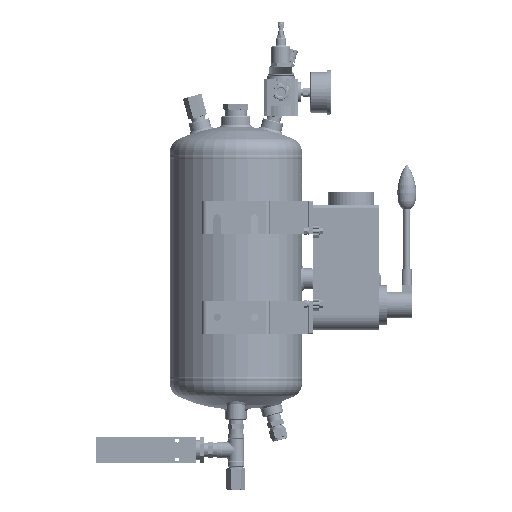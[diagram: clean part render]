
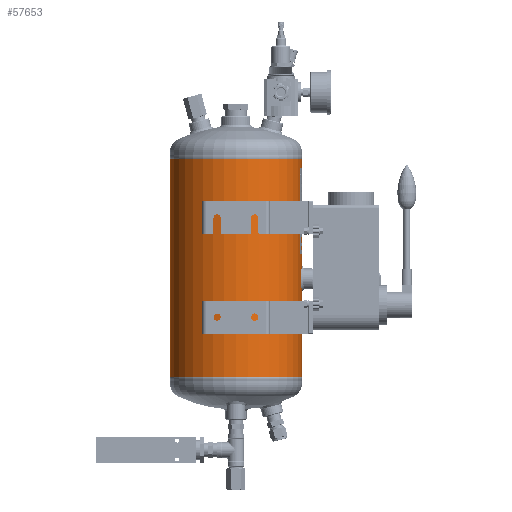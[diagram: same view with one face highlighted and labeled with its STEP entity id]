
A CAD part, left-side view. The second image highlights one B-rep face of the part: STEP entity #57653.
In plain terms, the highlighted cylindrical face has radius 100 mm (diameter 200 mm), a partial arc.
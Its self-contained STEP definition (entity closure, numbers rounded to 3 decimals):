
#3804=LINE('',#90961,#7608);
#3805=LINE('',#90966,#7609);
#3806=LINE('',#90970,#7610);
#3807=LINE('',#90974,#7611);
#7608=VECTOR('',#75218,1000.);
#7609=VECTOR('',#75221,1000.);
#7610=VECTOR('',#75224,1000.);
#7611=VECTOR('',#75227,1000.);
#11412=CIRCLE('',#69282,100.);
#11413=CIRCLE('',#69283,100.);
#11414=CIRCLE('',#69284,100.);
#11415=CIRCLE('',#69285,100.);
#13458=ORIENTED_EDGE('',*,*,#30648,.T.);
#13459=ORIENTED_EDGE('',*,*,#30649,.T.);
#13460=ORIENTED_EDGE('',*,*,#30650,.T.);
#13461=ORIENTED_EDGE('',*,*,#30651,.F.);
#13462=ORIENTED_EDGE('',*,*,#30652,.F.);
#13463=ORIENTED_EDGE('',*,*,#30653,.F.);
#13464=ORIENTED_EDGE('',*,*,#30654,.F.);
#13465=ORIENTED_EDGE('',*,*,#30655,.T.);
#13466=ORIENTED_EDGE('',*,*,#30656,.T.);
#13467=ORIENTED_EDGE('',*,*,#30657,.F.);
#13468=ORIENTED_EDGE('',*,*,#30658,.F.);
#30648=EDGE_CURVE('',#39243,#39243,#45232,.T.);
#30649=EDGE_CURVE('',#39244,#39244,#45233,.T.);
#30650=EDGE_CURVE('',#39245,#39245,#45234,.T.);
#30651=EDGE_CURVE('',#39246,#39247,#3804,.T.);
#30652=EDGE_CURVE('',#39248,#39246,#11412,.T.);
#30653=EDGE_CURVE('',#39249,#39248,#3805,.F.);
#30654=EDGE_CURVE('',#39250,#39249,#11413,.T.);
#30655=EDGE_CURVE('',#39250,#39251,#3806,.T.);
#30656=EDGE_CURVE('',#39251,#39252,#11414,.T.);
#30657=EDGE_CURVE('',#39253,#39252,#3807,.T.);
#30658=EDGE_CURVE('',#39247,#39253,#11415,.T.);
#39243=VERTEX_POINT('',#90936);
#39244=VERTEX_POINT('',#90948);
#39245=VERTEX_POINT('',#90960);
#39246=VERTEX_POINT('',#90962);
#39247=VERTEX_POINT('',#90963);
#39248=VERTEX_POINT('',#90965);
#39249=VERTEX_POINT('',#90967);
#39250=VERTEX_POINT('',#90969);
#39251=VERTEX_POINT('',#90971);
#39252=VERTEX_POINT('',#90973);
#39253=VERTEX_POINT('',#90975);
#45232=B_SPLINE_CURVE_WITH_KNOTS('',3,(#90917,#90918,#90919,#90920,#90921,
#90922,#90923,#90924,#90925,#90926,#90927,#90928,#90929,#90930,#90931,#90932,
#90933,#90934,#90935),.UNSPECIFIED.,.T.,.F.,(1,1,1,1,1,1,1,1,1,1,1,1,1,
1,1,1,1,1,1,1,1,1,1),(-0.018,-0.012,-0.006,
0.,0.006,0.012,0.018,0.023,
0.029,0.035,0.041,0.047,
0.053,0.059,0.065,0.07,
0.076,0.082,0.088,0.094,
0.1,0.106,0.112),.UNSPECIFIED.);
#45233=B_SPLINE_CURVE_WITH_KNOTS('',3,(#90937,#90938,#90939,#90940,#90941,
#90942,#90943,#90944,#90945,#90946,#90947),.UNSPECIFIED.,.T.,.F.,(1,1,1,
1,1,1,1,1,1,1,1,1,1,1,1),(-0.012,-0.008,-0.004,
0.,0.004,0.008,0.012,
0.016,0.02,0.023,0.027,
0.031,0.035,0.039,0.043),
 .UNSPECIFIED.);
#45234=B_SPLINE_CURVE_WITH_KNOTS('',3,(#90949,#90950,#90951,#90952,#90953,
#90954,#90955,#90956,#90957,#90958,#90959),.UNSPECIFIED.,.T.,.F.,(1,1,1,
1,1,1,1,1,1,1,1,1,1,1,1),(-0.012,-0.008,-0.004,
0.,0.004,0.008,0.012,
0.016,0.02,0.023,0.027,
0.031,0.035,0.039,0.043),
 .UNSPECIFIED.);
#47617=EDGE_LOOP('',(#13458));
#47618=EDGE_LOOP('',(#13459));
#47619=EDGE_LOOP('',(#13460));
#47620=EDGE_LOOP('',(#13461,#13462,#13463,#13464,#13465,#13466,#13467,#13468));
#52200=FACE_BOUND('',#47617,.T.);
#52201=FACE_BOUND('',#47618,.T.);
#52202=FACE_BOUND('',#47619,.T.);
#52203=FACE_BOUND('',#47620,.T.);
#56783=CYLINDRICAL_SURFACE('',#69281,100.);
#57653=ADVANCED_FACE('',(#52200,#52201,#52202,#52203),#56783,.T.);
#69281=AXIS2_PLACEMENT_3D('',#90916,#75216,#75217);
#69282=AXIS2_PLACEMENT_3D('',#90964,#75219,#75220);
#69283=AXIS2_PLACEMENT_3D('',#90968,#75222,#75223);
#69284=AXIS2_PLACEMENT_3D('',#90972,#75225,#75226);
#69285=AXIS2_PLACEMENT_3D('',#90976,#75228,#75229);
#75216=DIRECTION('',(0.,-1.,0.));
#75217=DIRECTION('',(0.,0.,-1.));
#75218=DIRECTION('',(0.,-1.,0.));
#75219=DIRECTION('',(0.,1.,0.));
#75220=DIRECTION('',(1.,0.,0.));
#75221=DIRECTION('',(0.,-1.,0.));
#75222=DIRECTION('',(0.,-1.,0.));
#75223=DIRECTION('',(1.,0.,0.));
#75224=DIRECTION('',(0.,-1.,0.));
#75225=DIRECTION('',(0.,1.,0.));
#75226=DIRECTION('',(1.,0.,0.));
#75227=DIRECTION('',(0.,-1.,0.));
#75228=DIRECTION('',(0.,-1.,0.));
#75229=DIRECTION('',(1.,0.,0.));
#90916=CARTESIAN_POINT('',(0.,330.,0.));
#90917=CARTESIAN_POINT('',(-98.994,187.429,14.208));
#90918=CARTESIAN_POINT('',(-98.806,181.503,15.395));
#90919=CARTESIAN_POINT('',(-98.993,175.608,14.214));
#90920=CARTESIAN_POINT('',(-99.436,170.625,10.88));
#90921=CARTESIAN_POINT('',(-99.878,167.295,5.9));
#90922=CARTESIAN_POINT('',(-100.061,166.117,0.009));
#90923=CARTESIAN_POINT('',(-99.879,167.288,-5.887));
#90924=CARTESIAN_POINT('',(-99.437,170.623,-10.879));
#90925=CARTESIAN_POINT('',(-98.992,175.61,-14.215));
#90926=CARTESIAN_POINT('',(-98.807,181.503,-15.391));
#90927=CARTESIAN_POINT('',(-98.992,187.396,-14.219));
#90928=CARTESIAN_POINT('',(-99.435,192.379,-10.892));
#90929=CARTESIAN_POINT('',(-99.877,195.718,-5.914));
#90930=CARTESIAN_POINT('',(-100.061,196.901,-0.013));
#90931=CARTESIAN_POINT('',(-99.878,195.728,5.889));
#90932=CARTESIAN_POINT('',(-99.437,192.395,10.874));
#90933=CARTESIAN_POINT('',(-98.994,187.429,14.208));
#90934=CARTESIAN_POINT('',(-98.806,181.503,15.395));
#90935=CARTESIAN_POINT('',(-98.993,175.608,14.214));
#90936=CARTESIAN_POINT('',(-98.869,181.508,15.));
#90937=CARTESIAN_POINT('',(3.922,158.915,-99.937));
#90938=CARTESIAN_POINT('',(-0.001,160.542,-100.031));
#90939=CARTESIAN_POINT('',(-3.918,158.916,-99.937));
#90940=CARTESIAN_POINT('',(-5.54,155.004,-99.844));
#90941=CARTESIAN_POINT('',(-3.921,151.083,-99.937));
#90942=CARTESIAN_POINT('',(-0.001,149.46,-100.031));
#90943=CARTESIAN_POINT('',(3.913,151.078,-99.938));
#90944=CARTESIAN_POINT('',(5.541,154.994,-99.844));
#90945=CARTESIAN_POINT('',(3.922,158.915,-99.937));
#90946=CARTESIAN_POINT('',(-0.001,160.542,-100.031));
#90947=CARTESIAN_POINT('',(-3.918,158.916,-99.937));
#90948=CARTESIAN_POINT('',(0.,160.,-100.));
#90949=CARTESIAN_POINT('',(3.922,48.915,-99.937));
#90950=CARTESIAN_POINT('',(-0.001,50.542,-100.031));
#90951=CARTESIAN_POINT('',(-3.918,48.916,-99.937));
#90952=CARTESIAN_POINT('',(-5.54,45.004,-99.844));
#90953=CARTESIAN_POINT('',(-3.921,41.083,-99.937));
#90954=CARTESIAN_POINT('',(-0.001,39.46,-100.031));
#90955=CARTESIAN_POINT('',(3.913,41.078,-99.938));
#90956=CARTESIAN_POINT('',(5.541,44.994,-99.844));
#90957=CARTESIAN_POINT('',(3.922,48.915,-99.937));
#90958=CARTESIAN_POINT('',(-0.001,50.542,-100.031));
#90959=CARTESIAN_POINT('',(-3.918,48.916,-99.937));
#90960=CARTESIAN_POINT('',(0.,50.,-100.));
#90961=CARTESIAN_POINT('',(-0.241,165.,100.));
#90962=CARTESIAN_POINT('',(-0.241,330.,100.));
#90963=CARTESIAN_POINT('',(-0.241,265.,100.));
#90964=CARTESIAN_POINT('',(0.,330.,0.));
#90965=CARTESIAN_POINT('',(0.241,330.,100.));
#90966=CARTESIAN_POINT('',(0.241,165.,100.));
#90967=CARTESIAN_POINT('',(0.241,265.,100.));
#90968=CARTESIAN_POINT('',(0.,265.,0.));
#90969=CARTESIAN_POINT('',(0.254,265.,100.));
#90970=CARTESIAN_POINT('',(0.254,265.,100.));
#90971=CARTESIAN_POINT('',(0.254,0.,100.));
#90972=CARTESIAN_POINT('',(0.,0.,0.));
#90973=CARTESIAN_POINT('',(-0.254,0.,100.));
#90974=CARTESIAN_POINT('',(-0.254,265.,100.));
#90975=CARTESIAN_POINT('',(-0.254,265.,100.));
#90976=CARTESIAN_POINT('',(0.,265.,0.));
